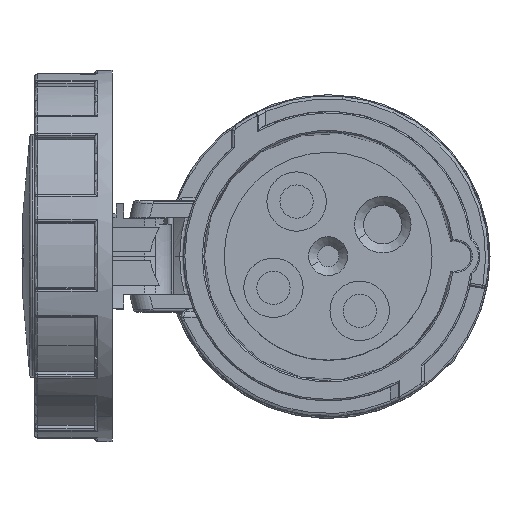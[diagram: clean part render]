
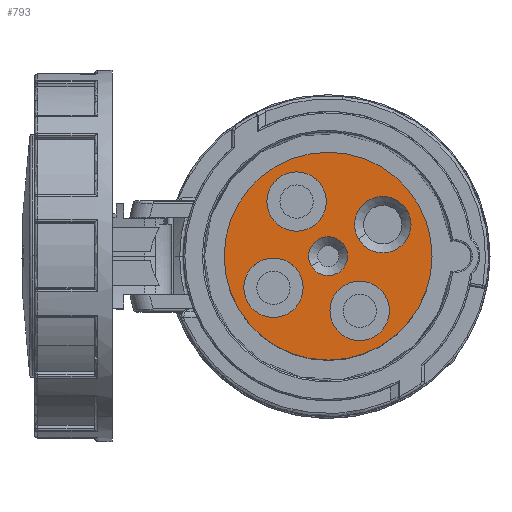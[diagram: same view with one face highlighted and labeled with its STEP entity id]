
A CAD part, top view. The second image highlights one B-rep face of the part: STEP entity #793.
In plain terms, the highlighted planar face has unit normal (0, 0, 1).
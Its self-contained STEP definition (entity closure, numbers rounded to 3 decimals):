
#92 = EDGE_CURVE ( 'NONE', #22715, #2165, #19219, .T. ) ;
#288 = AXIS2_PLACEMENT_3D ( 'NONE', #19161, #25532, #1838 ) ;
#360 = DIRECTION ( 'NONE',  ( 0., 0., -1. ) ) ;
#793 = ADVANCED_FACE ( 'NONE', ( #18744, #8029, #25345, #5070, #14646, #29001 ), #32658, .T. ) ;
#1524 = CARTESIAN_POINT ( 'NONE',  ( -15.625, 27.063, 35.75 ) ) ;
#1613 = AXIS2_PLACEMENT_3D ( 'NONE', #11951, #39779, #8541 ) ;
#1657 = DIRECTION ( 'NONE',  ( 1., 0., 0. ) ) ;
#1838 = DIRECTION ( 'NONE',  ( -0.866, -0.5, 0. ) ) ;
#2058 = CARTESIAN_POINT ( 'NONE',  ( 26.63, 15.375, 35.75 ) ) ;
#2064 = ORIENTED_EDGE ( 'NONE', *, *, #33077, .T. ) ;
#2165 = VERTEX_POINT ( 'NONE', #43997 ) ;
#2375 = ORIENTED_EDGE ( 'NONE', *, *, #25278, .T. ) ;
#2621 = CIRCLE ( 'NONE', #31725, 10. ) ;
#3184 = EDGE_CURVE ( 'NONE', #40691, #18936, #5379, .T. ) ;
#4010 = DIRECTION ( 'NONE',  ( 0., 0., -1. ) ) ;
#4441 = ORIENTED_EDGE ( 'NONE', *, *, #16774, .T. ) ;
#4456 = EDGE_CURVE ( 'NONE', #2165, #22715, #24848, .T. ) ;
#4783 = CARTESIAN_POINT ( 'NONE',  ( 17.5, -30.311, 35.75 ) ) ;
#4899 = CARTESIAN_POINT ( 'NONE',  ( -5.672, -3.275, 35.75 ) ) ;
#5070 = FACE_BOUND ( 'NONE', #21342, .T. ) ;
#5379 = CIRCLE ( 'NONE', #7553, 9.5 ) ;
#5524 = CARTESIAN_POINT ( 'NONE',  ( 5.672, 3.275, 35.75 ) ) ;
#5632 = DIRECTION ( 'NONE',  ( 0., 0., -1. ) ) ;
#5947 = VERTEX_POINT ( 'NONE', #4899 ) ;
#6094 = ORIENTED_EDGE ( 'NONE', *, *, #33427, .T. ) ;
#6139 = AXIS2_PLACEMENT_3D ( 'NONE', #28549, #32880, #1657 ) ;
#6557 = CIRCLE ( 'NONE', #29827, 9.5 ) ;
#7553 = AXIS2_PLACEMENT_3D ( 'NONE', #30952, #37791, #17036 ) ;
#7964 = CARTESIAN_POINT ( 'NONE',  ( -5.625, 9.743, 35.75 ) ) ;
#8029 = FACE_BOUND ( 'NONE', #26406, .T. ) ;
#8083 = DIRECTION ( 'NONE',  ( 0.866, 0.5, 0. ) ) ;
#8363 = CIRCLE ( 'NONE', #17823, 35. ) ;
#8502 = EDGE_CURVE ( 'NONE', #11161, #16148, #29716, .T. ) ;
#8541 = DIRECTION ( 'NONE',  ( 0.5, -0.866, 0. ) ) ;
#9181 = DIRECTION ( 'NONE',  ( -0.5, 0.866, 0. ) ) ;
#10535 = CARTESIAN_POINT ( 'NONE',  ( 10.176, 5.875, 35.75 ) ) ;
#10603 = VERTEX_POINT ( 'NONE', #1524 ) ;
#10681 = AXIS2_PLACEMENT_3D ( 'NONE', #25399, #360, #8083 ) ;
#11161 = VERTEX_POINT ( 'NONE', #42450 ) ;
#11951 = CARTESIAN_POINT ( 'NONE',  ( 10.625, -18.403, 35.75 ) ) ;
#12125 = DIRECTION ( 'NONE',  ( 0., 0., -1. ) ) ;
#12442 = CARTESIAN_POINT ( 'NONE',  ( 18.403, 10.625, 35.75 ) ) ;
#13112 = DIRECTION ( 'NONE',  ( 0.866, 0.5, 0. ) ) ;
#13247 = ORIENTED_EDGE ( 'NONE', *, *, #8502, .F. ) ;
#13723 = DIRECTION ( 'NONE',  ( 0., 0., -1. ) ) ;
#14232 = CARTESIAN_POINT ( 'NONE',  ( 0., 0., 35.75 ) ) ;
#14364 = ORIENTED_EDGE ( 'NONE', *, *, #4456, .T. ) ;
#14646 = FACE_BOUND ( 'NONE', #21334, .T. ) ;
#16077 = CARTESIAN_POINT ( 'NONE',  ( -18.403, -10.625, 35.75 ) ) ;
#16148 = VERTEX_POINT ( 'NONE', #4783 ) ;
#16159 = CIRCLE ( 'NONE', #19111, 10. ) ;
#16472 = AXIS2_PLACEMENT_3D ( 'NONE', #21718, #39501, #42463 ) ;
#16774 = EDGE_CURVE ( 'NONE', #5947, #38322, #20165, .T. ) ;
#17036 = DIRECTION ( 'NONE',  ( 0.866, 0.5, 0. ) ) ;
#17337 = CIRCLE ( 'NONE', #42822, 6.55 ) ;
#17381 = ORIENTED_EDGE ( 'NONE', *, *, #28203, .T. ) ;
#17823 = AXIS2_PLACEMENT_3D ( 'NONE', #14232, #35217, #42502 ) ;
#18316 = CIRCLE ( 'NONE', #1613, 10. ) ;
#18526 = CARTESIAN_POINT ( 'NONE',  ( -9.743, -5.625, 35.75 ) ) ;
#18744 = FACE_BOUND ( 'NONE', #29953, .T. ) ;
#18936 = VERTEX_POINT ( 'NONE', #10535 ) ;
#19083 = VERTEX_POINT ( 'NONE', #7964 ) ;
#19111 = AXIS2_PLACEMENT_3D ( 'NONE', #28167, #4010, #35461 ) ;
#19161 = CARTESIAN_POINT ( 'NONE',  ( -18.403, -10.625, 35.75 ) ) ;
#19219 = CIRCLE ( 'NONE', #288, 10. ) ;
#19304 = EDGE_CURVE ( 'NONE', #16148, #11161, #8363, .T. ) ;
#19537 = AXIS2_PLACEMENT_3D ( 'NONE', #33125, #12125, #9181 ) ;
#19766 = DIRECTION ( 'NONE',  ( 0.5, -0.866, 0. ) ) ;
#20165 = CIRCLE ( 'NONE', #10681, 6.55 ) ;
#21334 = EDGE_LOOP ( 'NONE', ( #2375, #4441 ) ) ;
#21342 = EDGE_LOOP ( 'NONE', ( #30687, #39007 ) ) ;
#21718 = CARTESIAN_POINT ( 'NONE',  ( 0., 0., 35.75 ) ) ;
#22202 = EDGE_CURVE ( 'NONE', #44095, #40756, #2621, .T. ) ;
#22715 = VERTEX_POINT ( 'NONE', #18526 ) ;
#23611 = ORIENTED_EDGE ( 'NONE', *, *, #3184, .T. ) ;
#23746 = CARTESIAN_POINT ( 'NONE',  ( 0., 0., 35.75 ) ) ;
#24303 = ORIENTED_EDGE ( 'NONE', *, *, #19304, .F. ) ;
#24848 = CIRCLE ( 'NONE', #34332, 10. ) ;
#25278 = EDGE_CURVE ( 'NONE', #38322, #5947, #17337, .T. ) ;
#25345 = FACE_BOUND ( 'NONE', #26497, .T. ) ;
#25399 = CARTESIAN_POINT ( 'NONE',  ( 0., 0., 35.75 ) ) ;
#25532 = DIRECTION ( 'NONE',  ( 0., 0., -1. ) ) ;
#26406 = EDGE_LOOP ( 'NONE', ( #2064, #6094 ) ) ;
#26497 = EDGE_LOOP ( 'NONE', ( #14364, #38281 ) ) ;
#28167 = CARTESIAN_POINT ( 'NONE',  ( -10.625, 18.403, 35.75 ) ) ;
#28203 = EDGE_CURVE ( 'NONE', #18936, #40691, #6557, .T. ) ;
#28549 = CARTESIAN_POINT ( 'NONE',  ( 8.75, -15.155, 35.75 ) ) ;
#29001 = FACE_OUTER_BOUND ( 'NONE', #43728, .T. ) ;
#29716 = CIRCLE ( 'NONE', #16472, 35. ) ;
#29827 = AXIS2_PLACEMENT_3D ( 'NONE', #12442, #44340, #13112 ) ;
#29953 = EDGE_LOOP ( 'NONE', ( #23611, #17381 ) ) ;
#30687 = ORIENTED_EDGE ( 'NONE', *, *, #22202, .T. ) ;
#30952 = CARTESIAN_POINT ( 'NONE',  ( 18.403, 10.625, 35.75 ) ) ;
#31725 = AXIS2_PLACEMENT_3D ( 'NONE', #44138, #5632, #19766 ) ;
#32199 = EDGE_CURVE ( 'NONE', #40756, #44095, #18316, .T. ) ;
#32437 = CARTESIAN_POINT ( 'NONE',  ( 15.625, -27.063, 35.75 ) ) ;
#32658 = PLANE ( 'NONE',  #6139 ) ;
#32880 = DIRECTION ( 'NONE',  ( 0., 0., 1. ) ) ;
#33077 = EDGE_CURVE ( 'NONE', #10603, #19083, #16159, .T. ) ;
#33125 = CARTESIAN_POINT ( 'NONE',  ( -10.625, 18.403, 35.75 ) ) ;
#33427 = EDGE_CURVE ( 'NONE', #19083, #10603, #34089, .T. ) ;
#34027 = DIRECTION ( 'NONE',  ( 0.866, 0.5, 0. ) ) ;
#34089 = CIRCLE ( 'NONE', #19537, 10. ) ;
#34332 = AXIS2_PLACEMENT_3D ( 'NONE', #16077, #37078, #44119 ) ;
#35217 = DIRECTION ( 'NONE',  ( 0., 0., -1. ) ) ;
#35461 = DIRECTION ( 'NONE',  ( -0.5, 0.866, 0. ) ) ;
#37078 = DIRECTION ( 'NONE',  ( 0., 0., -1. ) ) ;
#37791 = DIRECTION ( 'NONE',  ( 0., 0., -1. ) ) ;
#38281 = ORIENTED_EDGE ( 'NONE', *, *, #92, .T. ) ;
#38322 = VERTEX_POINT ( 'NONE', #5524 ) ;
#39007 = ORIENTED_EDGE ( 'NONE', *, *, #32199, .T. ) ;
#39501 = DIRECTION ( 'NONE',  ( 0., 0., -1. ) ) ;
#39779 = DIRECTION ( 'NONE',  ( 0., 0., -1. ) ) ;
#40691 = VERTEX_POINT ( 'NONE', #2058 ) ;
#40756 = VERTEX_POINT ( 'NONE', #44650 ) ;
#42450 = CARTESIAN_POINT ( 'NONE',  ( -17.5, 30.311, 35.75 ) ) ;
#42463 = DIRECTION ( 'NONE',  ( 0.5, -0.866, 0. ) ) ;
#42502 = DIRECTION ( 'NONE',  ( 0.5, -0.866, 0. ) ) ;
#42822 = AXIS2_PLACEMENT_3D ( 'NONE', #23746, #13723, #34027 ) ;
#43728 = EDGE_LOOP ( 'NONE', ( #24303, #13247 ) ) ;
#43997 = CARTESIAN_POINT ( 'NONE',  ( -27.063, -15.625, 35.75 ) ) ;
#44095 = VERTEX_POINT ( 'NONE', #32437 ) ;
#44119 = DIRECTION ( 'NONE',  ( -0.866, -0.5, 0. ) ) ;
#44138 = CARTESIAN_POINT ( 'NONE',  ( 10.625, -18.403, 35.75 ) ) ;
#44340 = DIRECTION ( 'NONE',  ( 0., 0., -1. ) ) ;
#44650 = CARTESIAN_POINT ( 'NONE',  ( 5.625, -9.743, 35.75 ) ) ;
